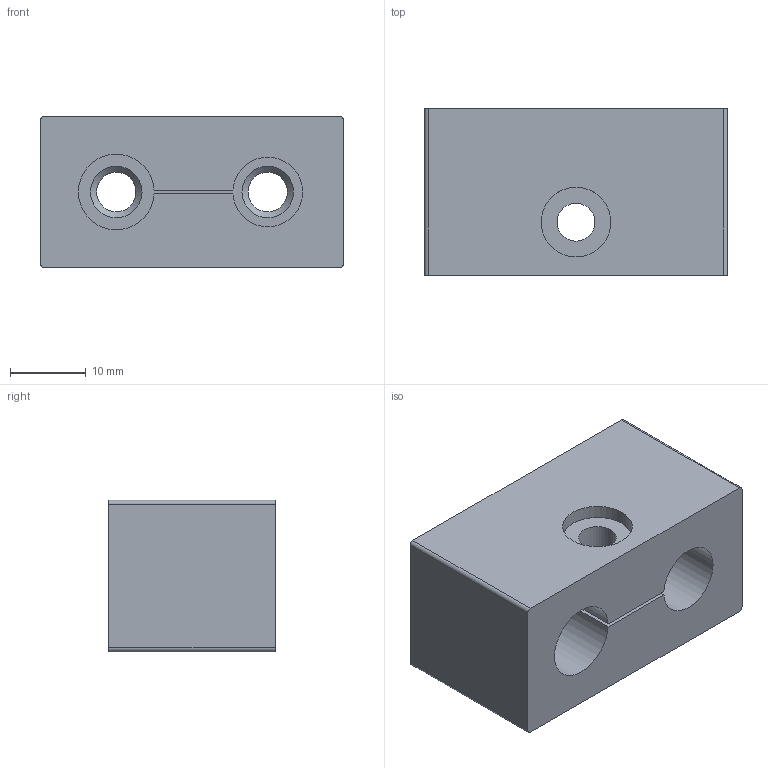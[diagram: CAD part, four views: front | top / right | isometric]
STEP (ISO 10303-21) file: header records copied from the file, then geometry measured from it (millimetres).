
FILE_DESCRIPTION(/* description */ (''),/* implementation_level */ '2;1');
FILE_NAME(/* name */ 'Base.step',/* time_stamp */ '2022-05-21T09:14:23-05:00',/* author */ (''),/* organization */ (''),/* preprocessor_version */ 'ST-DEVELOPER v18.1',/* originating_system */ 'Autodesk Translation Framework v10.14.0.1471',/* authorisation */ '');
FILE_SCHEMA (('AUTOMOTIVE_DESIGN { 1 0 10303 214 3 1 1 }'));
Length unit declared in the file: millimetre
Products named in the file (2): Base (2040); Base
Assembly tree (1 placements, depth 2):
  Base (2040)
    Base
Bounding box: 40 x 22 x 20 mm (x, y, z)
Volume: 14028 mm3; surface area: 6018.9 mm2
Topology: 1 solids, 1 shells, 30 faces, 73 edges, 48 vertices
Faces by surface type: plane 17, cylinder 11, cone 2
Full cylindrical faces by diameter (mm): 5 x2, 5.2 x2, 9.2 x1
Entity records: 954 total; most frequent: DIRECTION 163, CARTESIAN_POINT 154, ORIENTED_EDGE 146, EDGE_CURVE 73, AXIS2_PLACEMENT_3D 57, LINE 49, VECTOR 49, VERTEX_POINT 48
